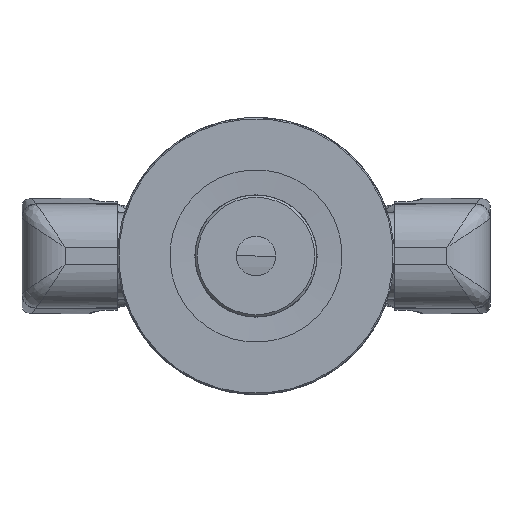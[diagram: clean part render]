
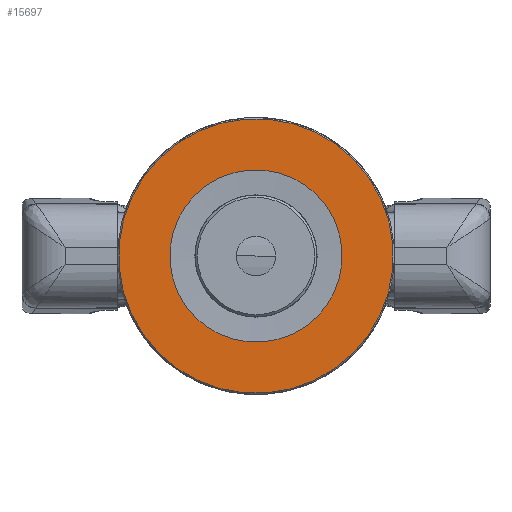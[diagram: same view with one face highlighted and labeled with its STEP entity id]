
A CAD part, front view. The second image highlights one B-rep face of the part: STEP entity #15697.
In plain terms, the highlighted face is planar.
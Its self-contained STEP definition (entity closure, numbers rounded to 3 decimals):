
#164=FACE_BOUND('',#4944,.T.);
#3045=PLANE('',#16783);
#3948=FACE_OUTER_BOUND('',#4943,.T.);
#4943=EDGE_LOOP('',(#14766));
#4944=EDGE_LOOP('',(#14767));
#5331=CIRCLE('',#16780,22.3);
#5333=CIRCLE('',#16784,14.);
#7717=VERTEX_POINT('',#47893);
#7719=VERTEX_POINT('',#47899);
#10070=EDGE_CURVE('',#7717,#7717,#5331,.T.);
#10072=EDGE_CURVE('',#7719,#7719,#5333,.T.);
#14766=ORIENTED_EDGE('',*,*,#10070,.F.);
#14767=ORIENTED_EDGE('',*,*,#10072,.F.);
#15697=ADVANCED_FACE('',(#3948,#164),#3045,.F.);
#16780=AXIS2_PLACEMENT_3D('',#47894,#19719,#19720);
#16783=AXIS2_PLACEMENT_3D('',#47898,#19725,#19726);
#16784=AXIS2_PLACEMENT_3D('',#47900,#19727,#19728);
#19719=DIRECTION('center_axis',(0.,0.,1.));
#19720=DIRECTION('ref_axis',(-1.,0.,0.));
#19725=DIRECTION('center_axis',(0.,0.,1.));
#19726=DIRECTION('ref_axis',(1.,0.,0.));
#19727=DIRECTION('center_axis',(0.,0.,-1.));
#19728=DIRECTION('ref_axis',(-1.,0.,0.));
#47893=CARTESIAN_POINT('',(22.3,0.,0.));
#47894=CARTESIAN_POINT('Origin',(0.,0.,0.));
#47898=CARTESIAN_POINT('Origin',(0.,0.,0.));
#47899=CARTESIAN_POINT('',(14.,0.,0.));
#47900=CARTESIAN_POINT('Origin',(0.,0.,0.));
